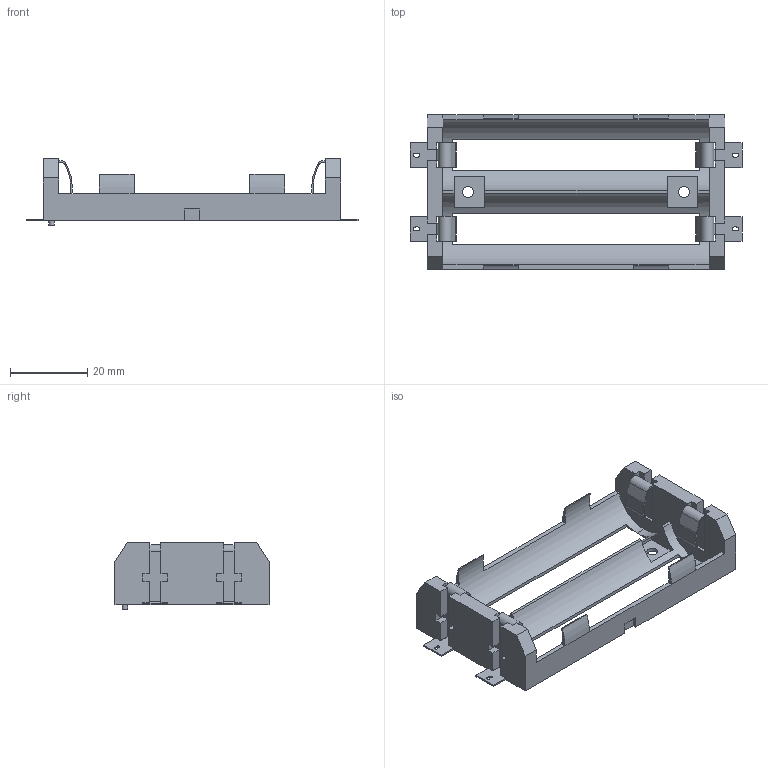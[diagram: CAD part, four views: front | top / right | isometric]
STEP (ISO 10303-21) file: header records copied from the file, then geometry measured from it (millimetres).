
FILE_DESCRIPTION(('FreeCAD Model'),'2;1');
FILE_NAME('Open CASCADE Shape Model','2023-09-10T16:53:19',( 'kicad StepUp'),('ksu MCAD'),'Open CASCADE STEP processor 7.6', 'FreeCAD','Unknown');
FILE_SCHEMA(('AUTOMOTIVE_DESIGN { 1 0 10303 214 1 1 1 1 }'));
Length unit declared in the file: millimetre
Products named in the file (1): BeiLaMoo_KS18650X2-SMT
Bounding box: 86 x 39.9 x 17.2 mm (x, y, z)
Volume: 9805.6 mm3; surface area: 10924.8 mm2
Topology: 1 solids, 1 shells, 348 faces, 953 edges, 582 vertices
Faces by surface type: plane 297, cylinder 51
Full cylindrical faces by diameter (mm): 1.4 x1, 2.85 x2
Entity records: 13259 total; most frequent: ORIENTED_EDGE 1906, CARTESIAN_POINT 1884, DIRECTION 1793, EDGE_CURVE 953, LINE 811, VECTOR 811, VERTEX_POINT 582, AXIS2_PLACEMENT_3D 491
